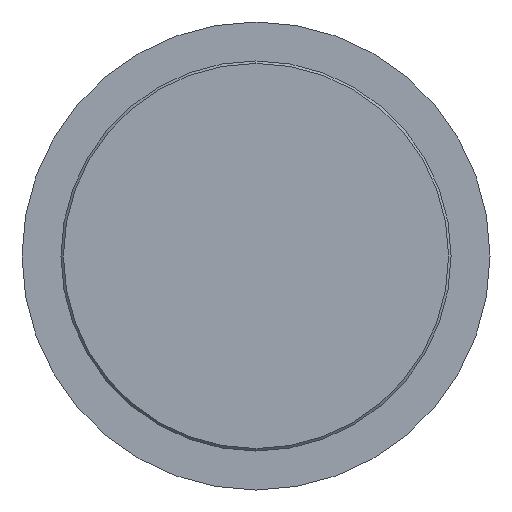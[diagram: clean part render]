
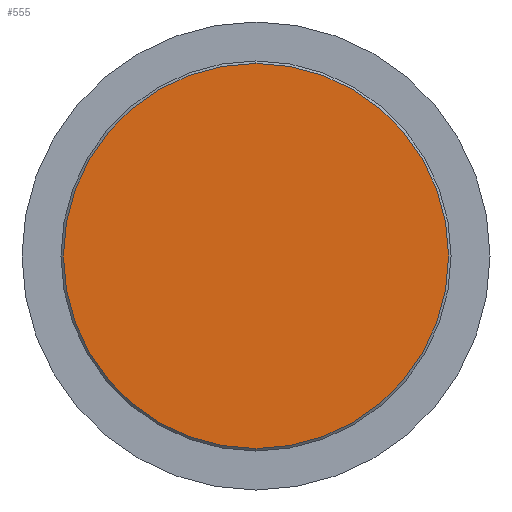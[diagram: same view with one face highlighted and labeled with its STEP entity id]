
A CAD part, left-side view. The second image highlights one B-rep face of the part: STEP entity #555.
In plain terms, the highlighted planar face has unit normal (-1, 0, 0).
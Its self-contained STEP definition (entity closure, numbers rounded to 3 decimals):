
#39 = AXIS2_PLACEMENT_3D ( 'NONE', #650, #149, #95 ) ;
#63 = CIRCLE ( 'NONE', #506, 19.75 ) ;
#90 = EDGE_CURVE ( 'NONE', #396, #292, #708, .T. ) ;
#95 = DIRECTION ( 'NONE',  ( 0., 0., -1. ) ) ;
#128 = DIRECTION ( 'NONE',  ( 0., 0., -1. ) ) ;
#149 = DIRECTION ( 'NONE',  ( 1., 0., 0. ) ) ;
#179 = DIRECTION ( 'NONE',  ( -1., 0., 0. ) ) ;
#230 = ORIENTED_EDGE ( 'NONE', *, *, #629, .T. ) ;
#292 = VERTEX_POINT ( 'NONE', #301 ) ;
#298 = AXIS2_PLACEMENT_3D ( 'NONE', #364, #484, #366 ) ;
#301 = CARTESIAN_POINT ( 'NONE',  ( 0., 0., -19.75 ) ) ;
#308 = ORIENTED_EDGE ( 'NONE', *, *, #90, .T. ) ;
#344 = EDGE_LOOP ( 'NONE', ( #230, #308 ) ) ;
#364 = CARTESIAN_POINT ( 'NONE',  ( 0., 0., 0. ) ) ;
#366 = DIRECTION ( 'NONE',  ( 0., 0., -1. ) ) ;
#381 = CARTESIAN_POINT ( 'NONE',  ( 0., 0., 0. ) ) ;
#396 = VERTEX_POINT ( 'NONE', #618 ) ;
#423 = FACE_OUTER_BOUND ( 'NONE', #344, .T. ) ;
#426 = PLANE ( 'NONE',  #39 ) ;
#484 = DIRECTION ( 'NONE',  ( -1., 0., 0. ) ) ;
#506 = AXIS2_PLACEMENT_3D ( 'NONE', #381, #179, #128 ) ;
#555 = ADVANCED_FACE ( 'NONE', ( #423 ), #426, .F. ) ;
#618 = CARTESIAN_POINT ( 'NONE',  ( 0., 0., 19.75 ) ) ;
#629 = EDGE_CURVE ( 'NONE', #292, #396, #63, .T. ) ;
#650 = CARTESIAN_POINT ( 'NONE',  ( 0., 0., 0. ) ) ;
#708 = CIRCLE ( 'NONE', #298, 19.75 ) ;
